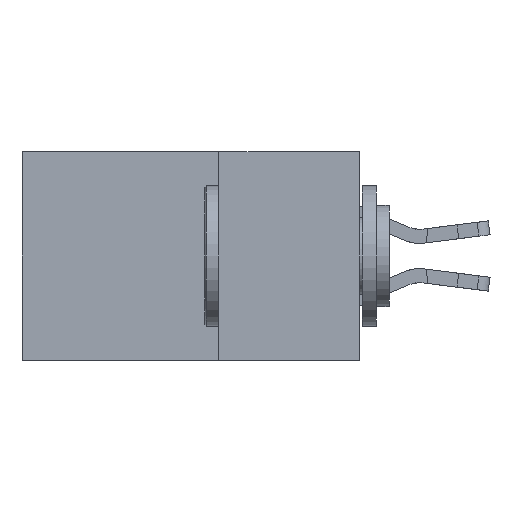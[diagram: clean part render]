
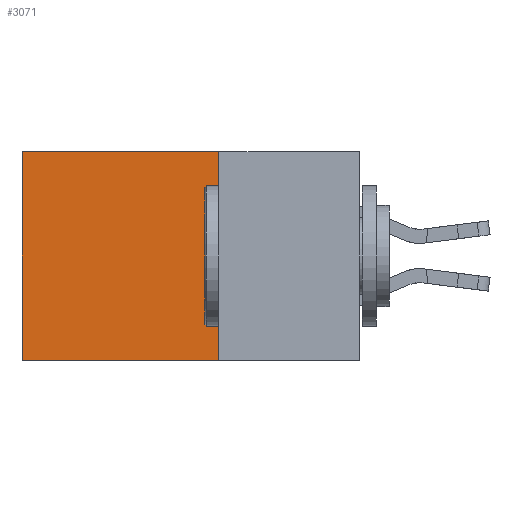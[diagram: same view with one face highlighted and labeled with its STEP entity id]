
A CAD part, left-side view. The second image highlights one B-rep face of the part: STEP entity #3071.
In plain terms, the highlighted planar face has unit normal (-1, 0, 0).
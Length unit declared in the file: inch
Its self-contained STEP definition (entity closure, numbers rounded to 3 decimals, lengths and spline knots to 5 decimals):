
#716 = EDGE_LOOP ( 'NONE', ( #3079, #6964, #10654, #2998 ) ) ;
#1089 = CARTESIAN_POINT ( 'NONE',  ( 0.2875, 0.25, -0.37 ) ) ;
#1308 = VERTEX_POINT ( 'NONE', #14698 ) ;
#1531 = VERTEX_POINT ( 'NONE', #1089 ) ;
#1592 = CARTESIAN_POINT ( 'NONE',  ( 0.2875, 0.25, 0. ) ) ;
#2096 = CARTESIAN_POINT ( 'NONE',  ( 0.2875, 0.25, 0. ) ) ;
#2332 = VECTOR ( 'NONE', #2461, 39.37008 ) ;
#2425 = EDGE_CURVE ( 'NONE', #1308, #11106, #2445, .T. ) ;
#2445 = LINE ( 'NONE', #2096, #12510 ) ;
#2461 = DIRECTION ( 'NONE',  ( 0., 0., -1. ) ) ;
#2998 = ORIENTED_EDGE ( 'NONE', *, *, #2425, .T. ) ;
#3071 = ADVANCED_FACE ( 'NONE', ( #12701 ), #4388, .F. ) ;
#3079 = ORIENTED_EDGE ( 'NONE', *, *, #11992, .T. ) ;
#3662 = CARTESIAN_POINT ( 'NONE',  ( 0.2875, 0.6, 0. ) ) ;
#3705 = CARTESIAN_POINT ( 'NONE',  ( 0.2875, 0.6, -0.37 ) ) ;
#4388 = PLANE ( 'NONE',  #13885 ) ;
#5923 = VERTEX_POINT ( 'NONE', #3705 ) ;
#6964 = ORIENTED_EDGE ( 'NONE', *, *, #9482, .F. ) ;
#8239 = DIRECTION ( 'NONE',  ( 0., 0., -1. ) ) ;
#8557 = CARTESIAN_POINT ( 'NONE',  ( 0.2875, 0.25, 0. ) ) ;
#8610 = VECTOR ( 'NONE', #16859, 39.37008 ) ;
#9482 = EDGE_CURVE ( 'NONE', #1531, #5923, #12788, .T. ) ;
#10654 = ORIENTED_EDGE ( 'NONE', *, *, #15892, .F. ) ;
#10851 = DIRECTION ( 'NONE',  ( 1., 0., 0. ) ) ;
#11106 = VERTEX_POINT ( 'NONE', #14047 ) ;
#11308 = DIRECTION ( 'NONE',  ( 0., 1., 0. ) ) ;
#11992 = EDGE_CURVE ( 'NONE', #11106, #5923, #13528, .T. ) ;
#12510 = VECTOR ( 'NONE', #11308, 39.37008 ) ;
#12701 = FACE_OUTER_BOUND ( 'NONE', #716, .T. ) ;
#12788 = LINE ( 'NONE', #14613, #15876 ) ;
#12810 = LINE ( 'NONE', #8557, #2332 ) ;
#13349 = DIRECTION ( 'NONE',  ( 0., 1., 0. ) ) ;
#13528 = LINE ( 'NONE', #3662, #8610 ) ;
#13885 = AXIS2_PLACEMENT_3D ( 'NONE', #1592, #10851, #8239 ) ;
#14047 = CARTESIAN_POINT ( 'NONE',  ( 0.2875, 0.6, 0. ) ) ;
#14613 = CARTESIAN_POINT ( 'NONE',  ( 0.2875, 0.25, -0.37 ) ) ;
#14698 = CARTESIAN_POINT ( 'NONE',  ( 0.2875, 0.25, 0. ) ) ;
#15876 = VECTOR ( 'NONE', #13349, 39.37008 ) ;
#15892 = EDGE_CURVE ( 'NONE', #1308, #1531, #12810, .T. ) ;
#16859 = DIRECTION ( 'NONE',  ( 0., 0., -1. ) ) ;
